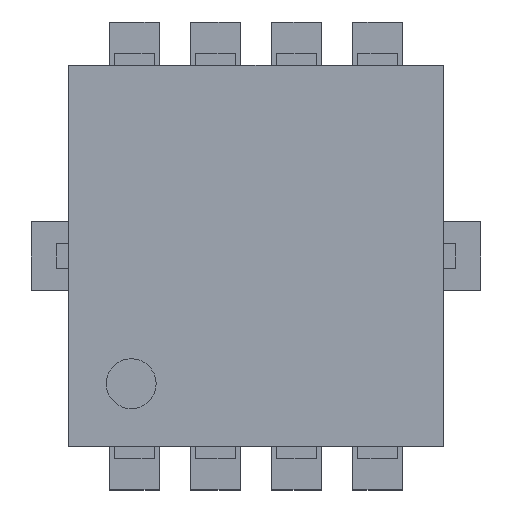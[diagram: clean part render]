
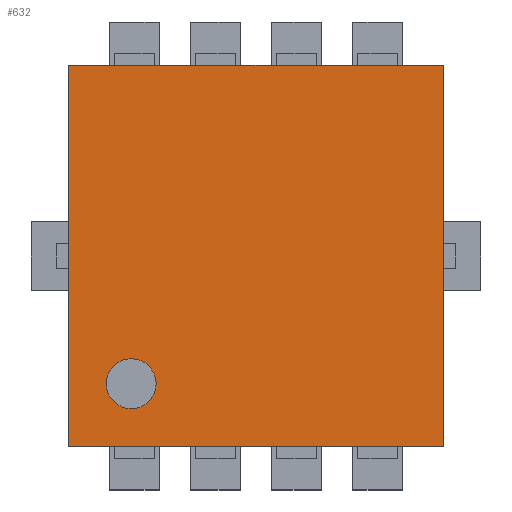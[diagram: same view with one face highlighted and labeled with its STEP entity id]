
A CAD part, top view. The second image highlights one B-rep face of the part: STEP entity #632.
In plain terms, the highlighted planar face has unit normal (0, 0, 1).
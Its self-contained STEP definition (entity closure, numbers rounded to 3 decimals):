
#514=CIRCLE('',#3049,0.2);
#515=CIRCLE('',#3050,0.2);
#528=FACE_BOUND('',#995,.T.);
#529=FACE_BOUND('',#996,.T.);
#632=ADVANCED_FACE('',(#528,#529),#754,.T.);
#754=PLANE('',#3051);
#995=EDGE_LOOP('',(#1602,#1603,#1604,#1605));
#996=EDGE_LOOP('',(#1606,#1607));
#1602=ORIENTED_EDGE('',*,*,#2249,.T.);
#1603=ORIENTED_EDGE('',*,*,#2230,.F.);
#1604=ORIENTED_EDGE('',*,*,#2248,.F.);
#1605=ORIENTED_EDGE('',*,*,#1931,.T.);
#1606=ORIENTED_EDGE('',*,*,#2250,.F.);
#1607=ORIENTED_EDGE('',*,*,#2251,.F.);
#1703=VERTEX_POINT('',#3672);
#1704=VERTEX_POINT('',#3674);
#1914=VERTEX_POINT('',#4276);
#1915=VERTEX_POINT('',#4278);
#1924=VERTEX_POINT('',#4315);
#1925=VERTEX_POINT('',#4316);
#1931=EDGE_CURVE('',#1704,#1703,#2273,.T.);
#2230=EDGE_CURVE('',#1914,#1915,#2572,.T.);
#2248=EDGE_CURVE('',#1704,#1914,#2590,.T.);
#2249=EDGE_CURVE('',#1703,#1915,#2591,.T.);
#2250=EDGE_CURVE('',#1924,#1925,#514,.T.);
#2251=EDGE_CURVE('',#1925,#1924,#515,.T.);
#2273=LINE('',#3673,#2611);
#2572=LINE('',#4277,#2910);
#2590=LINE('',#4311,#2928);
#2591=LINE('',#4313,#2929);
#2611=VECTOR('',#3078,1.);
#2910=VECTOR('',#3565,1.);
#2928=VECTOR('',#3597,1.);
#2929=VECTOR('',#3600,1.);
#3049=AXIS2_PLACEMENT_3D('',#4314,#3601,#3602);
#3050=AXIS2_PLACEMENT_3D('',#4317,#3603,#3604);
#3051=AXIS2_PLACEMENT_3D('',#4318,#3605,#3606);
#3078=DIRECTION('',(1.,0.,0.));
#3565=DIRECTION('',(1.,0.,0.));
#3597=DIRECTION('',(0.,1.,0.));
#3600=DIRECTION('',(0.,1.,0.));
#3601=DIRECTION('',(0.,0.,1.));
#3602=DIRECTION('',(-1.,0.,0.));
#3603=DIRECTION('',(0.,0.,1.));
#3604=DIRECTION('',(1.,0.,0.));
#3605=DIRECTION('',(0.,0.,1.));
#3606=DIRECTION('',(-1.,0.,0.));
#3672=CARTESIAN_POINT('',(1.5,-1.525,0.976));
#3673=CARTESIAN_POINT('',(-1.5,-1.525,0.976));
#3674=CARTESIAN_POINT('',(-1.5,-1.525,0.976));
#4276=CARTESIAN_POINT('',(-1.5,1.525,0.976));
#4277=CARTESIAN_POINT('',(-1.5,1.525,0.976));
#4278=CARTESIAN_POINT('',(1.5,1.525,0.976));
#4311=CARTESIAN_POINT('',(-1.5,-1.525,0.976));
#4313=CARTESIAN_POINT('',(1.5,-1.525,0.976));
#4314=CARTESIAN_POINT('',(-1.,-1.025,0.976));
#4315=CARTESIAN_POINT('',(-1.2,-1.025,0.976));
#4316=CARTESIAN_POINT('',(-0.8,-1.025,0.976));
#4317=CARTESIAN_POINT('',(-1.,-1.025,0.976));
#4318=CARTESIAN_POINT('',(-1.5,-1.525,0.976));
